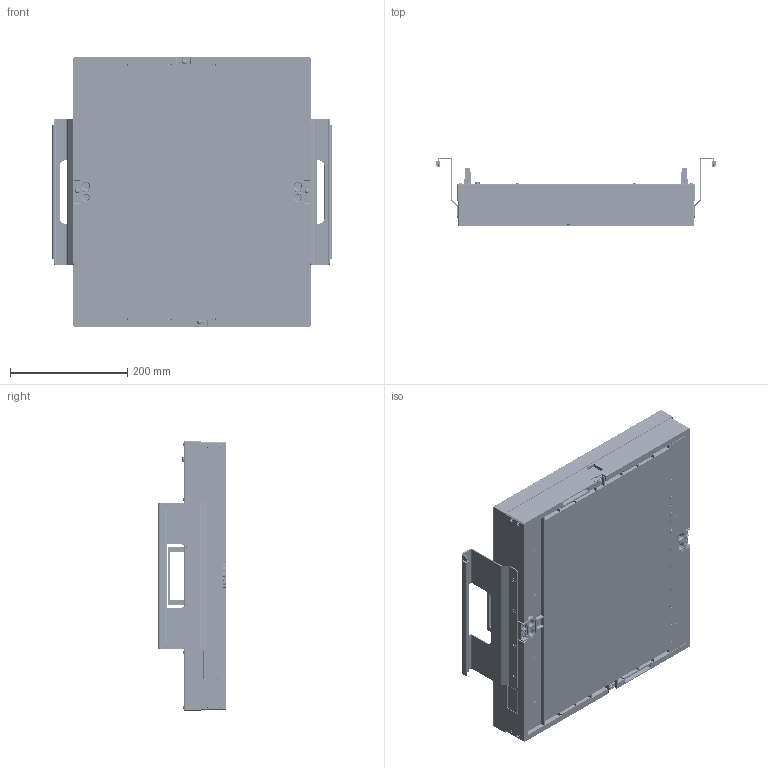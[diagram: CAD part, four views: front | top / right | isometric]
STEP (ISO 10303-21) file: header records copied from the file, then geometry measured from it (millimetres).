
FILE_DESCRIPTION (( 'STEP AP214' ), '1' );
FILE_NAME ('INGUN_114853.STEP', '2023-12-05T09:39:52', ( '' ), ( '' ), 'SwSTEP 2.0', 'SolidWorks 2021', '' );
FILE_SCHEMA (( 'AUTOMOTIVE_DESIGN' ));
Length unit declared in the file: millimetre
Products named in the file (49): 115106~1_S; 114855~1_S; 114945~1_S; 14671_001~0_KUNDE<Standard>; 114914~2_KUNDE<S>; 114851~0; 22111~0_flexibel<Standard>; ISO7380~n_M04,0x016; Gewindebuchse~n_M04-09,5 geschlossen; DIN7991~n_M04,0x016; 14671_003~0; DIN6325~n_03,0m6x020; 1571~2; K_124594~0_S; 2196~6; 115388~0_S; 14671_004~0; GKS-414-0007__ADA~gks_Hub = 09,6 AH <S>; 5332~0; 2579~0; 114857~0_S; 114859~2_S; DIN6325~n_04,0m6x008; 114901~1_S; 114861~0; ISO7380~n_M03,0x005; 14671~0_KUNDE<Standard>; 11881~0; INGUN_114853; 11880~0; 3917~3_M 3 A; 114943~2; 2806~1; DIN912~n_M04,0x012; DIN7991~n_M04,0x012; INFO_4562~1_Typenschild 1010; 2229~6; 114915~1_KUNDE<S>; 4911~2_KUNDE<Standard>; 114858~1_S ...
Assembly tree (131 placements, depth 5):
  INGUN_114853
    114914~2_KUNDE<S>
      114945~1_S
        114943~2
        114946~0_S  x2
        Gewindebuchse~n_M04-09,5 geschlossen  x4
      114859~2_S
      4911~2_KUNDE<Standard>
      114861~0
      ISO7380~n_M03,0x005  x8
      1607~1  x2
      5332~0  x2
      DIN7991~n_M04,0x016  x7
      2229~6  x3
      2196~6  x3
      2579~0  x9
      DIN6325~n_04,0m6x008  x8
      1571~2  x4
      DIN912~n_M04,0x012  x16
      22111~0_flexibel<Standard>
        KS-113-Master__ADA~ks_KS-113 23
        GKS-414-0007__ADA~gks_Hub = 09,6 AH <S>
        2806~1
        3917~3_M 3 A
        5015~0
        ISO7380~n_M02,5x006
        11880~0
        11881~0
      INFO_4562~1_Typenschild 1010
    114915~1_KUNDE<S>
      114854~0_S  x2
        114851~0
        DIN6325~n_03,0m6x020
      114857~0_S
        114855~1_S
        DIN6325~n_03,0m6x020
      114858~1_S
        114856~1_S
        DIN6325~n_03,0m6x020  x2
      14671~0_KUNDE<Standard>
        14671_001~0_KUNDE<Standard>
        14671_002~0  x2
        14671_003~0  x4
        14671_004~0  x4
      115388~0_S  x2
        115106~1_S
        115387~0_S
          K_124594~0_S
        DIN7991~n_M04,0x012
      114901~1_S  x2
      DIN912~n_M04,0x012  x8
      ISO7380~n_M04,0x016  x4
Bounding box: 477.8 x 117 x 460.2 mm (x, y, z)
Volume: 6981383.4 mm3; surface area: 1764655.4 mm2
Topology: 129 solids, 129 shells, 6398 faces, 15661 edges, 9818 vertices
Faces by surface type: cylinder 2366, plane 2339, bspline 791, cone 418, torus 342, sphere 142
Entity records: 136906 total; most frequent: CARTESIAN_POINT 48673, ORIENTED_EDGE 15550, DIRECTION 14554, EDGE_CURVE 7775, AXIS2_PLACEMENT_3D 5111, VERTEX_POINT 4960, LINE 4332, VECTOR 4332
